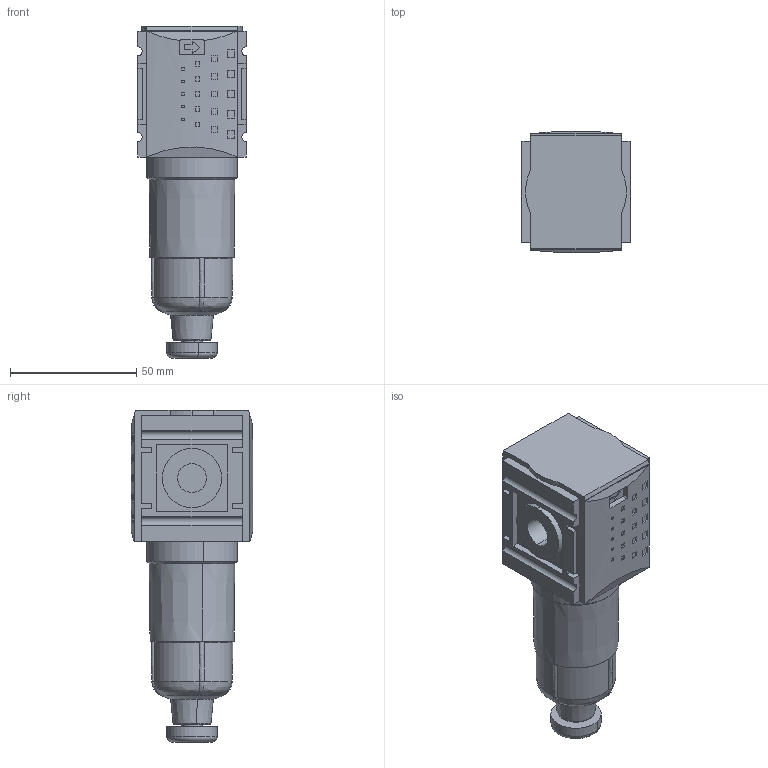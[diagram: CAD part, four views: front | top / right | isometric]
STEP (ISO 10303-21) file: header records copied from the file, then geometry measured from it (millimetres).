
FILE_DESCRIPTION (( 'STEP AP214' ), '1' );
FILE_NAME ('KN-KFIL014.STEP', '2018-08-29T08:37:02', ( '' ), ( '' ), 'SwSTEP 2.0', 'SolidWorks 2018', '' );
FILE_SCHEMA (( 'AUTOMOTIVE_DESIGN' ));
Length unit declared in the file: millimetre
Products named in the file (1): KN-KFIL014
Bounding box: 43 x 48.16 x 131.7 mm (x, y, z)
Volume: 155046.2 mm3; surface area: 24456.7 mm2
Topology: 3 solids, 3 shells, 392 faces, 974 edges, 640 vertices
Faces by surface type: plane 241, cylinder 78, bspline 55, cone 12, torus 4, sphere 2
Entity records: 14302 total; most frequent: CARTESIAN_POINT 3158, ORIENTED_EDGE 1948, DIRECTION 1864, EDGE_CURVE 974, VERTEX_POINT 640, AXIS2_PLACEMENT_3D 622, VECTOR 620, LINE 620
